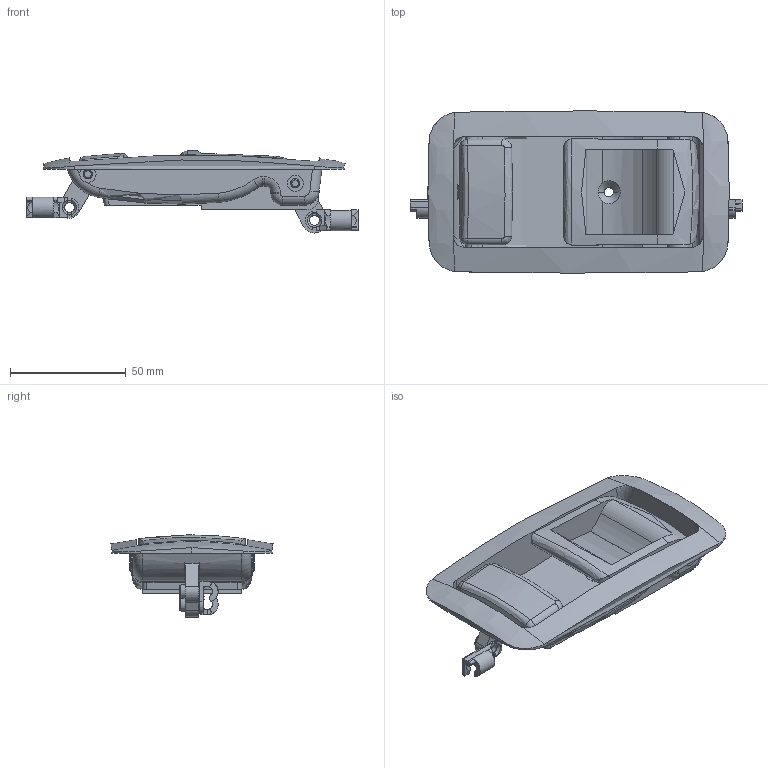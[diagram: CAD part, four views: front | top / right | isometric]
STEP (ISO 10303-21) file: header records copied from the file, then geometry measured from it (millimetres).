
FILE_DESCRIPTION (( 'STEP AP203' ), '1' );
FILE_NAME ('AP-866-3.STEP', '2009-01-22T07:27:28', ( ' ' ), ( ' ' ), 'SwSTEP 2.0', 'SolidWorks 2007', '' );
FILE_SCHEMA (( 'CONFIG_CONTROL_DESIGN' ));
Length unit declared in the file: millimetre
Products named in the file (6): AP-866-3儘僢僋儗僶乕__棉太倌; AP-866-3クイックブッシュ__ﾃﾞﾌｫﾙﾄ; AP-866-3僔儍僼僩__棉太倌; AP-866-3; AP-866-3僴儞僪儖儗僶乕__棉太倌; AP-866-3働乕僗__棉太倌
Assembly tree (7 placements, depth 2):
  AP-866-3
    AP-866-3僴儞僪儖儗僶乕__棉太倌
    AP-866-3働乕僗__棉太倌
    AP-866-3クイックブッシュ__ﾃﾞﾌｫﾙﾄ  x2
    AP-866-3僔儍僼僩__棉太倌  x2
    AP-866-3儘僢僋儗僶乕__棉太倌
Bounding box: 143.31 x 69.99 x 35.46 mm (x, y, z)
Volume: 62016.4 mm3; surface area: 43593.2 mm2
Topology: 7 solids, 7 shells, 400 faces, 1093 edges, 705 vertices
Faces by surface type: cylinder 171, plane 168, torus 26, cone 20, bspline 13, sphere 2
Entity records: 12647 total; most frequent: CARTESIAN_POINT 3512, ORIENTED_EDGE 1812, DIRECTION 1788, EDGE_CURVE 906, AXIS2_PLACEMENT_3D 674, VERTEX_POINT 588, VECTOR 440, LINE 440
